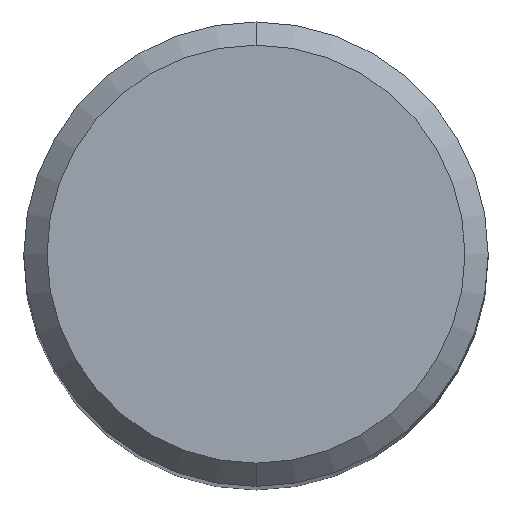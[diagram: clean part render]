
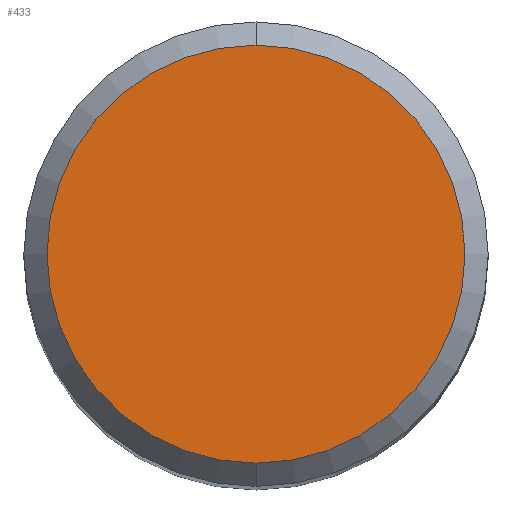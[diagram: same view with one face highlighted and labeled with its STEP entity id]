
A CAD part, top view. The second image highlights one B-rep face of the part: STEP entity #433.
In plain terms, the highlighted planar face has unit normal (0, 0, 1).
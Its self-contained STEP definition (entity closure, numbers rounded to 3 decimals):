
#291=VERTEX_POINT('',#610);
#335=VERTEX_POINT('',#658);
#355=EDGE_CURVE('',#335,#291,#681,.T.);
#433=ADVANCED_FACE('',(#768),#769,.T.);
#455=EDGE_CURVE('',#291,#335,#792,.T.);
#610=CARTESIAN_POINT('',(0.,-4.5,0.0));
#658=CARTESIAN_POINT('',(0.0,4.5,0.0));
#681=CIRCLE('',#1252,4.5);
#768=FACE_OUTER_BOUND('',#1425,.T.);
#769=PLANE('',#1426);
#792=CIRCLE('',#1460,4.5);
#1252=AXIS2_PLACEMENT_3D('',#1692,#1693,#1694);
#1425=EDGE_LOOP('',(#1813,#1814));
#1426=AXIS2_PLACEMENT_3D('',#1815,#1816,#1817);
#1460=AXIS2_PLACEMENT_3D('',#1835,#1836,#1837);
#1692=CARTESIAN_POINT('',(0.0,0.0,0.0));
#1693=DIRECTION('',(0.0,0.0,-1.0));
#1694=DIRECTION('',(0.0,1.0,0.0));
#1813=ORIENTED_EDGE('',*,*,#355,.F.);
#1814=ORIENTED_EDGE('',*,*,#455,.F.);
#1815=CARTESIAN_POINT('',(0.0,2.25,0.0));
#1816=DIRECTION('',(-0.0,0.0,1.0));
#1817=DIRECTION('',(0.0,-1.0,0.0));
#1835=CARTESIAN_POINT('',(0.0,0.0,0.0));
#1836=DIRECTION('',(0.0,0.0,-1.0));
#1837=DIRECTION('',(0.0,1.0,0.0));
